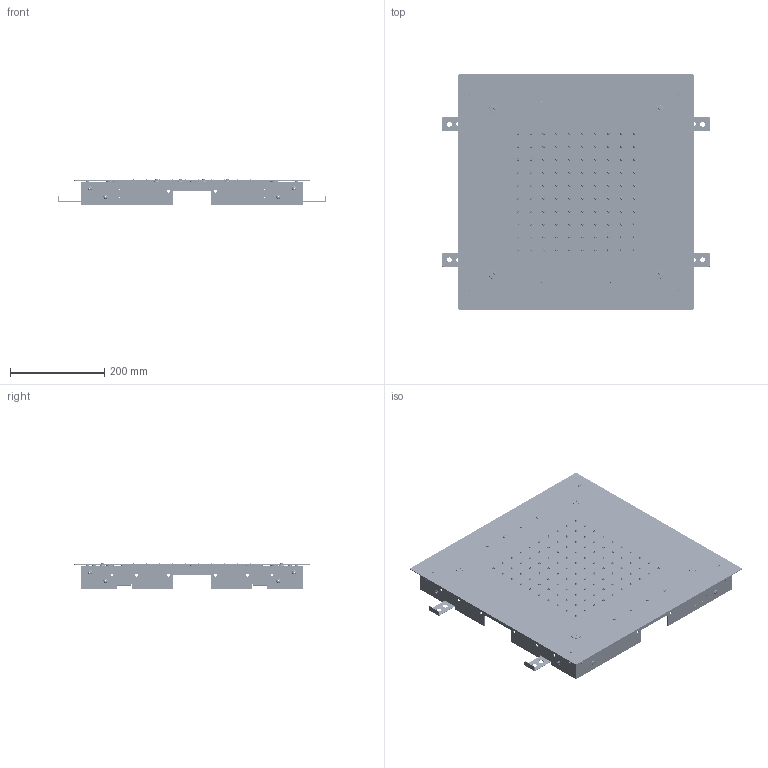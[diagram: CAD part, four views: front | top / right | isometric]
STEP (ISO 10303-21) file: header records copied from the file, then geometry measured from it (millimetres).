
FILE_DESCRIPTION(('STEP AP214'),'1');
FILE_NAME('Art.64230.stp','2022-09-05T11:40:35',(' '),(' '),'Spatial InterOp 3D',' ',' ');
FILE_SCHEMA(('AUTOMOTIVE_DESIGN { 1 0 10303 214 1 1 1 1 }'));
Length unit declared in the file: millimetre
Products named in the file (1): Art.64230
Bounding box: 568 x 500 x 56.3 mm (x, y, z)
Volume: 868441.4 mm3; surface area: 993230.8 mm2
Topology: 1 solids, 1 shells, 3593 faces, 8274 edges, 5114 vertices
Faces by surface type: plane 1209, cylinder 1106, torus 1001, cone 150, sphere 92, bspline 28, revolution 7
Full cylindrical faces by diameter (mm): 1 x4, 1.5 x104, 1.7 x100, 2.6 x16, 4 x8, 4.2 x4, 4.4 x4, 4.5 x4, 4.6 x4, 4.8 x16, 5 x112, 5.2 x24, 6 x28, 6.2 x20, 6.5 x4, 6.9 x8, 7 x4, 8.2 x8, 8.566 x4, 9.5 x4, 9.8 x8, 10 x104, 10.2 x8, 10.5 x8, 12 x4, 14 x1, 16.4 x1, 16.65 x8, 17 x4, 17.05 x4
Entity records: 117008 total; most frequent: DIRECTION 16388, CARTESIAN_POINT 15129, ORIENTED_EDGE 11658, AXIS2_PLACEMENT_3D 7119, EDGE_LOOP 6259, EDGE_CURVE 5829, FACE_OUTER_BOUND 5242, VERTEX_POINT 4520
